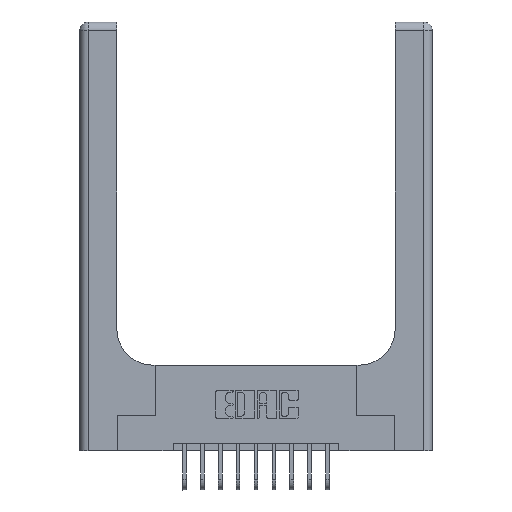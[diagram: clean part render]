
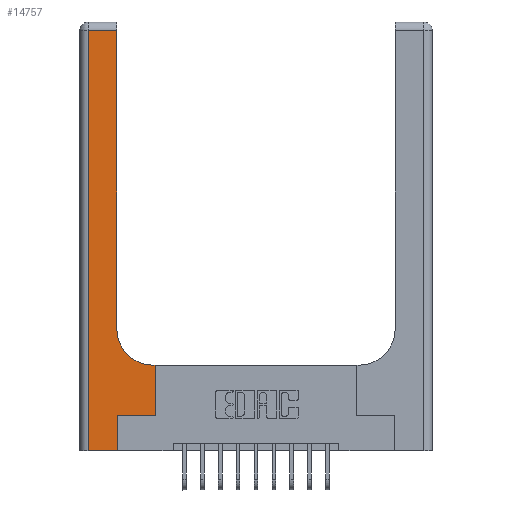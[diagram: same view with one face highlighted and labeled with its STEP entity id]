
A CAD part, top view. The second image highlights one B-rep face of the part: STEP entity #14757.
In plain terms, the highlighted planar face has unit normal (0, 0, 1).
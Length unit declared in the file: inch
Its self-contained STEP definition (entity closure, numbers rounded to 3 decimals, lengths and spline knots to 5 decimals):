
#337 = CARTESIAN_POINT ( 'NONE',  ( 0.26, 2.94, 0.37 ) ) ;
#605 = DIRECTION ( 'NONE',  ( 1., 0., 0. ) ) ;
#1013 = DIRECTION ( 'NONE',  ( 1., 0., 0. ) ) ;
#1208 = VERTEX_POINT ( 'NONE', #15630 ) ;
#1439 = VERTEX_POINT ( 'NONE', #6559 ) ;
#1880 = EDGE_CURVE ( 'NONE', #1439, #4997, #4216, .T. ) ;
#2076 = VECTOR ( 'NONE', #8099, 39.37008 ) ;
#2275 = DIRECTION ( 'NONE',  ( -1., 0., 0. ) ) ;
#2590 = EDGE_CURVE ( 'NONE', #10003, #1439, #15269, .T. ) ;
#2692 = EDGE_CURVE ( 'NONE', #8532, #15565, #8972, .T. ) ;
#2794 = EDGE_CURVE ( 'NONE', #15565, #11383, #11825, .T. ) ;
#2861 = ORIENTED_EDGE ( 'NONE', *, *, #1880, .T. ) ;
#2974 = DIRECTION ( 'NONE',  ( 0., 0., -1. ) ) ;
#3294 = LINE ( 'NONE', #15567, #14947 ) ;
#3677 = EDGE_LOOP ( 'NONE', ( #2861, #8766, #8103, #13531, #8083, #15321, #10686, #7805, #6143 ) ) ;
#3731 = EDGE_CURVE ( 'NONE', #9449, #1208, #8115, .T. ) ;
#4216 = LINE ( 'NONE', #6698, #11195 ) ;
#4667 = CARTESIAN_POINT ( 'NONE',  ( 0.528, 0.6, 0.37 ) ) ;
#4960 = CARTESIAN_POINT ( 'NONE',  ( 0.265, 0.25, 0.37 ) ) ;
#4997 = VERTEX_POINT ( 'NONE', #337 ) ;
#5552 = LINE ( 'NONE', #13737, #9394 ) ;
#6143 = ORIENTED_EDGE ( 'NONE', *, *, #2590, .T. ) ;
#6331 = CARTESIAN_POINT ( 'NONE',  ( 0.51, 0.6, 0.37 ) ) ;
#6559 = CARTESIAN_POINT ( 'NONE',  ( 0.26, 0.85, 0.37 ) ) ;
#6576 = CARTESIAN_POINT ( 'NONE',  ( 0., 2.94, 0.37 ) ) ;
#6698 = CARTESIAN_POINT ( 'NONE',  ( 0.26, 3., 0.37 ) ) ;
#7357 = VECTOR ( 'NONE', #14399, 39.37008 ) ;
#7614 = LINE ( 'NONE', #12457, #7357 ) ;
#7805 = ORIENTED_EDGE ( 'NONE', *, *, #13638, .T. ) ;
#7859 = DIRECTION ( 'NONE',  ( 0., 1., 0. ) ) ;
#7860 = CARTESIAN_POINT ( 'NONE',  ( 0.51, 0.85, 0.37 ) ) ;
#8083 = ORIENTED_EDGE ( 'NONE', *, *, #13685, .T. ) ;
#8099 = DIRECTION ( 'NONE',  ( 1., 0., 0. ) ) ;
#8103 = ORIENTED_EDGE ( 'NONE', *, *, #3731, .T. ) ;
#8115 = LINE ( 'NONE', #15572, #13017 ) ;
#8184 = CARTESIAN_POINT ( 'NONE',  ( 0., 3., 0.37 ) ) ;
#8380 = VECTOR ( 'NONE', #12852, 39.37008 ) ;
#8532 = VERTEX_POINT ( 'NONE', #4960 ) ;
#8766 = ORIENTED_EDGE ( 'NONE', *, *, #15166, .T. ) ;
#8972 = LINE ( 'NONE', #13810, #2076 ) ;
#9118 = LINE ( 'NONE', #6576, #8380 ) ;
#9379 = DIRECTION ( 'NONE',  ( 0., 0., -1. ) ) ;
#9394 = VECTOR ( 'NONE', #7859, 39.37008 ) ;
#9449 = VERTEX_POINT ( 'NONE', #15438 ) ;
#9540 = FACE_OUTER_BOUND ( 'NONE', #3677, .T. ) ;
#9983 = CARTESIAN_POINT ( 'NONE',  ( 0.528, 0.25, 0.37 ) ) ;
#10003 = VERTEX_POINT ( 'NONE', #6331 ) ;
#10353 = DIRECTION ( 'NONE',  ( 0., 1., 0. ) ) ;
#10450 = AXIS2_PLACEMENT_3D ( 'NONE', #7860, #2974, #605 ) ;
#10686 = ORIENTED_EDGE ( 'NONE', *, *, #2794, .T. ) ;
#11195 = VECTOR ( 'NONE', #10353, 39.37008 ) ;
#11383 = VERTEX_POINT ( 'NONE', #4667 ) ;
#11825 = LINE ( 'NONE', #14048, #15286 ) ;
#12277 = CARTESIAN_POINT ( 'NONE',  ( 0.265, 0., 0.37 ) ) ;
#12457 = CARTESIAN_POINT ( 'NONE',  ( 0.26, 0.6, 0.37 ) ) ;
#12467 = EDGE_CURVE ( 'NONE', #1208, #13994, #3294, .T. ) ;
#12852 = DIRECTION ( 'NONE',  ( -1., 0., 0. ) ) ;
#12953 = DIRECTION ( 'NONE',  ( 0., -1., 0. ) ) ;
#13017 = VECTOR ( 'NONE', #12953, 39.37008 ) ;
#13172 = DIRECTION ( 'NONE',  ( 0., 1., 0. ) ) ;
#13531 = ORIENTED_EDGE ( 'NONE', *, *, #12467, .T. ) ;
#13638 = EDGE_CURVE ( 'NONE', #11383, #10003, #7614, .T. ) ;
#13685 = EDGE_CURVE ( 'NONE', #13994, #8532, #5552, .T. ) ;
#13737 = CARTESIAN_POINT ( 'NONE',  ( 0.265, 0., 0.37 ) ) ;
#13810 = CARTESIAN_POINT ( 'NONE',  ( 0.265, 0.25, 0.37 ) ) ;
#13994 = VERTEX_POINT ( 'NONE', #12277 ) ;
#14048 = CARTESIAN_POINT ( 'NONE',  ( 0.528, 0.25, 0.37 ) ) ;
#14399 = DIRECTION ( 'NONE',  ( -1., 0., 0. ) ) ;
#14699 = AXIS2_PLACEMENT_3D ( 'NONE', #8184, #9379, #2275 ) ;
#14757 = ADVANCED_FACE ( 'NONE', ( #9540 ), #15728, .F. ) ;
#14947 = VECTOR ( 'NONE', #1013, 39.37008 ) ;
#15166 = EDGE_CURVE ( 'NONE', #4997, #9449, #9118, .T. ) ;
#15269 = CIRCLE ( 'NONE', #10450, 0.25 ) ;
#15286 = VECTOR ( 'NONE', #13172, 39.37008 ) ;
#15321 = ORIENTED_EDGE ( 'NONE', *, *, #2692, .T. ) ;
#15438 = CARTESIAN_POINT ( 'NONE',  ( 0.06, 2.94, 0.37 ) ) ;
#15565 = VERTEX_POINT ( 'NONE', #9983 ) ;
#15567 = CARTESIAN_POINT ( 'NONE',  ( 0., 0., 0.37 ) ) ;
#15572 = CARTESIAN_POINT ( 'NONE',  ( 0.06, 3., 0.37 ) ) ;
#15630 = CARTESIAN_POINT ( 'NONE',  ( 0.06, 0., 0.37 ) ) ;
#15728 = PLANE ( 'NONE',  #14699 ) ;
